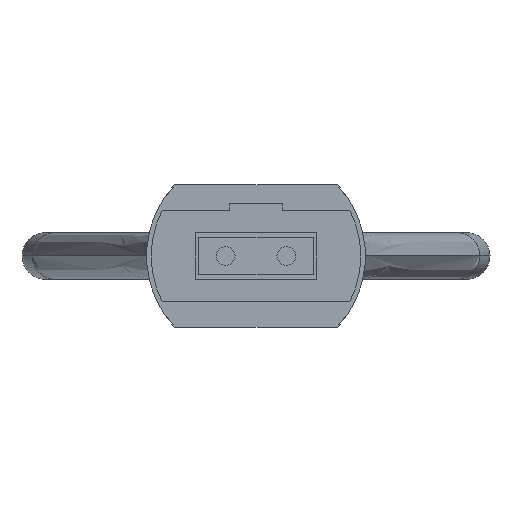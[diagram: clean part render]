
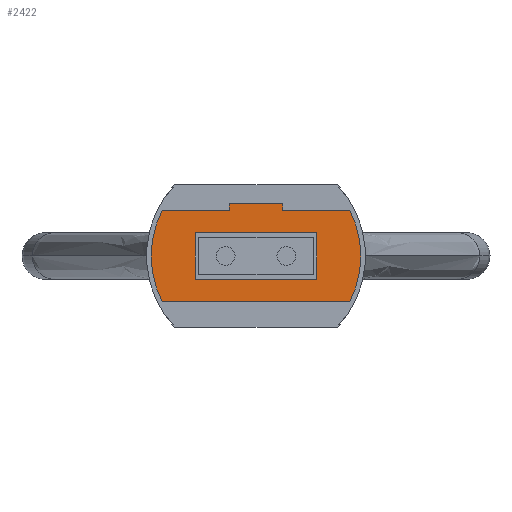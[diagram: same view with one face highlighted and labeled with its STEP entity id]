
A CAD part, front view. The second image highlights one B-rep face of the part: STEP entity #2422.
In plain terms, the highlighted face is planar.
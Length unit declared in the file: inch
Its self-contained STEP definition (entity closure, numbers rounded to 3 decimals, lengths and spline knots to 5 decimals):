
#25 = EDGE_CURVE ( 'NONE', #107, #720, #61, .T. ) ;
#61 = LINE ( 'NONE', #1581, #3048 ) ;
#95 = LINE ( 'NONE', #108, #2651 ) ;
#107 = VERTEX_POINT ( 'NONE', #3623 ) ;
#108 = CARTESIAN_POINT ( 'NONE',  ( -0.0575, 1.29, 0.1125 ) ) ;
#208 = CARTESIAN_POINT ( 'NONE',  ( 0.20126, 1.29, -0.0975 ) ) ;
#250 = CARTESIAN_POINT ( 'NONE',  ( 0.20126, 1.29, -0.0975 ) ) ;
#321 = EDGE_CURVE ( 'NONE', #4156, #2774, #3202, .T. ) ;
#522 = VERTEX_POINT ( 'NONE', #2527 ) ;
#586 = DIRECTION ( 'NONE',  ( 0., 0., 1. ) ) ;
#648 = VERTEX_POINT ( 'NONE', #3941 ) ;
#678 = VECTOR ( 'NONE', #3365, 39.37008 ) ;
#720 = VERTEX_POINT ( 'NONE', #2640 ) ;
#801 = LINE ( 'NONE', #3964, #3613 ) ;
#865 = CARTESIAN_POINT ( 'NONE',  ( 0.0575, 1.29, 0.1125 ) ) ;
#910 = CARTESIAN_POINT ( 'NONE',  ( -0.0575, 1.29, 0.0975 ) ) ;
#911 = DIRECTION ( 'NONE',  ( 0., 1., 0. ) ) ;
#923 = ORIENTED_EDGE ( 'NONE', *, *, #2575, .T. ) ;
#957 = EDGE_CURVE ( 'NONE', #4156, #648, #4103, .T. ) ;
#998 = AXIS2_PLACEMENT_3D ( 'NONE', #3627, #911, #586 ) ;
#1055 = ORIENTED_EDGE ( 'NONE', *, *, #25, .F. ) ;
#1173 = EDGE_CURVE ( 'NONE', #2774, #4267, #95, .T. ) ;
#1193 = VERTEX_POINT ( 'NONE', #2539 ) ;
#1248 = EDGE_CURVE ( 'NONE', #1193, #107, #4354, .T. ) ;
#1279 = ORIENTED_EDGE ( 'NONE', *, *, #957, .T. ) ;
#1298 = ORIENTED_EDGE ( 'NONE', *, *, #1753, .T. ) ;
#1313 = DIRECTION ( 'NONE',  ( -1., 0., 0. ) ) ;
#1328 = VERTEX_POINT ( 'NONE', #250 ) ;
#1334 = LINE ( 'NONE', #208, #2062 ) ;
#1377 = ORIENTED_EDGE ( 'NONE', *, *, #3878, .T. ) ;
#1420 = EDGE_CURVE ( 'NONE', #2142, #4267, #801, .T. ) ;
#1450 = ORIENTED_EDGE ( 'NONE', *, *, #3847, .F. ) ;
#1494 = DIRECTION ( 'NONE',  ( 0., 1., 0. ) ) ;
#1539 = ORIENTED_EDGE ( 'NONE', *, *, #321, .F. ) ;
#1581 = CARTESIAN_POINT ( 'NONE',  ( 0.13, 1.29, -0.05 ) ) ;
#1753 = EDGE_CURVE ( 'NONE', #1328, #522, #1334, .T. ) ;
#1770 = VECTOR ( 'NONE', #3206, 39.37008 ) ;
#1817 = CARTESIAN_POINT ( 'NONE',  ( 0.13, 1.29, 0.05 ) ) ;
#1943 = CIRCLE ( 'NONE', #3754, 0.2121 ) ;
#2052 = CARTESIAN_POINT ( 'NONE',  ( 0.0575, 1.29, 0.1125 ) ) ;
#2054 = VERTEX_POINT ( 'NONE', #4106 ) ;
#2062 = VECTOR ( 'NONE', #4343, 39.37008 ) ;
#2142 = VERTEX_POINT ( 'NONE', #4140 ) ;
#2231 = PLANE ( 'NONE',  #998 ) ;
#2246 = DIRECTION ( 'NONE',  ( 0., 0., -1. ) ) ;
#2412 = VECTOR ( 'NONE', #3176, 39.37008 ) ;
#2422 = ADVANCED_FACE ( 'NONE', ( #3666, #2848 ), #2231, .T. ) ;
#2498 = CARTESIAN_POINT ( 'NONE',  ( 0.0129, 1.29, 0. ) ) ;
#2506 = LINE ( 'NONE', #4087, #678 ) ;
#2527 = CARTESIAN_POINT ( 'NONE',  ( -0.20126, 1.29, -0.0975 ) ) ;
#2539 = CARTESIAN_POINT ( 'NONE',  ( 0.13, 1.29, 0.05 ) ) ;
#2541 = DIRECTION ( 'NONE',  ( -1., 0., 0. ) ) ;
#2554 = DIRECTION ( 'NONE',  ( 0., 0., -1. ) ) ;
#2575 = EDGE_CURVE ( 'NONE', #648, #2054, #3077, .T. ) ;
#2640 = CARTESIAN_POINT ( 'NONE',  ( -0.13, 1.29, -0.05 ) ) ;
#2651 = VECTOR ( 'NONE', #2246, 39.37008 ) ;
#2774 = VERTEX_POINT ( 'NONE', #3557 ) ;
#2815 = EDGE_LOOP ( 'NONE', ( #1377, #1298, #4021, #3059, #3001, #1539, #1279, #923 ) ) ;
#2831 = EDGE_CURVE ( 'NONE', #522, #2142, #1943, .T. ) ;
#2848 = FACE_OUTER_BOUND ( 'NONE', #2815, .T. ) ;
#2849 = CARTESIAN_POINT ( 'NONE',  ( 0.20126, 1.29, 0.0975 ) ) ;
#2920 = DIRECTION ( 'NONE',  ( 0., 0., -1. ) ) ;
#2943 = EDGE_LOOP ( 'NONE', ( #4349, #4095, #1450, #1055 ) ) ;
#3001 = ORIENTED_EDGE ( 'NONE', *, *, #1173, .F. ) ;
#3048 = VECTOR ( 'NONE', #2541, 39.37008 ) ;
#3059 = ORIENTED_EDGE ( 'NONE', *, *, #1420, .T. ) ;
#3077 = LINE ( 'NONE', #2849, #2412 ) ;
#3111 = CIRCLE ( 'NONE', #4033, 0.2121 ) ;
#3145 = VECTOR ( 'NONE', #1313, 39.37008 ) ;
#3176 = DIRECTION ( 'NONE',  ( 1., 0., 0. ) ) ;
#3197 = VECTOR ( 'NONE', #2554, 39.37008 ) ;
#3202 = LINE ( 'NONE', #3715, #3145 ) ;
#3206 = DIRECTION ( 'NONE',  ( 1., 0., 0. ) ) ;
#3265 = DIRECTION ( 'NONE',  ( 0., 0., 1. ) ) ;
#3338 = EDGE_CURVE ( 'NONE', #4118, #1193, #3910, .T. ) ;
#3365 = DIRECTION ( 'NONE',  ( 0., 0., 1. ) ) ;
#3453 = VECTOR ( 'NONE', #2920, 39.37008 ) ;
#3546 = CARTESIAN_POINT ( 'NONE',  ( 0.13, 1.29, -0.05 ) ) ;
#3557 = CARTESIAN_POINT ( 'NONE',  ( -0.0575, 1.29, 0.1125 ) ) ;
#3602 = DIRECTION ( 'NONE',  ( 0., 1., 0. ) ) ;
#3613 = VECTOR ( 'NONE', #3944, 39.37008 ) ;
#3617 = CARTESIAN_POINT ( 'NONE',  ( -0.0129, 1.29, 0. ) ) ;
#3623 = CARTESIAN_POINT ( 'NONE',  ( 0.13, 1.29, -0.05 ) ) ;
#3627 = CARTESIAN_POINT ( 'NONE',  ( 0.0129, 1.29, 0. ) ) ;
#3666 = FACE_BOUND ( 'NONE', #2943, .T. ) ;
#3715 = CARTESIAN_POINT ( 'NONE',  ( -0.0575, 1.29, 0.1125 ) ) ;
#3754 = AXIS2_PLACEMENT_3D ( 'NONE', #3617, #3602, #3942 ) ;
#3765 = CARTESIAN_POINT ( 'NONE',  ( -0.13, 1.29, 0.05 ) ) ;
#3847 = EDGE_CURVE ( 'NONE', #720, #4118, #2506, .T. ) ;
#3878 = EDGE_CURVE ( 'NONE', #2054, #1328, #3111, .T. ) ;
#3910 = LINE ( 'NONE', #1817, #1770 ) ;
#3941 = CARTESIAN_POINT ( 'NONE',  ( 0.0575, 1.29, 0.0975 ) ) ;
#3942 = DIRECTION ( 'NONE',  ( 0., 0., 1. ) ) ;
#3944 = DIRECTION ( 'NONE',  ( 1., 0., 0. ) ) ;
#3964 = CARTESIAN_POINT ( 'NONE',  ( 0.20126, 1.29, 0.0975 ) ) ;
#4021 = ORIENTED_EDGE ( 'NONE', *, *, #2831, .T. ) ;
#4033 = AXIS2_PLACEMENT_3D ( 'NONE', #2498, #1494, #3265 ) ;
#4087 = CARTESIAN_POINT ( 'NONE',  ( -0.13, 1.29, -0.05 ) ) ;
#4095 = ORIENTED_EDGE ( 'NONE', *, *, #3338, .F. ) ;
#4103 = LINE ( 'NONE', #865, #3197 ) ;
#4106 = CARTESIAN_POINT ( 'NONE',  ( 0.20126, 1.29, 0.0975 ) ) ;
#4118 = VERTEX_POINT ( 'NONE', #3765 ) ;
#4140 = CARTESIAN_POINT ( 'NONE',  ( -0.20126, 1.29, 0.0975 ) ) ;
#4156 = VERTEX_POINT ( 'NONE', #2052 ) ;
#4267 = VERTEX_POINT ( 'NONE', #910 ) ;
#4343 = DIRECTION ( 'NONE',  ( -1., 0., 0. ) ) ;
#4349 = ORIENTED_EDGE ( 'NONE', *, *, #1248, .F. ) ;
#4354 = LINE ( 'NONE', #3546, #3453 ) ;
